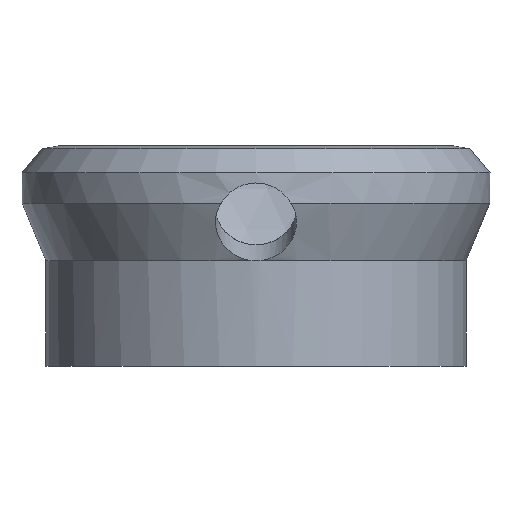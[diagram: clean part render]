
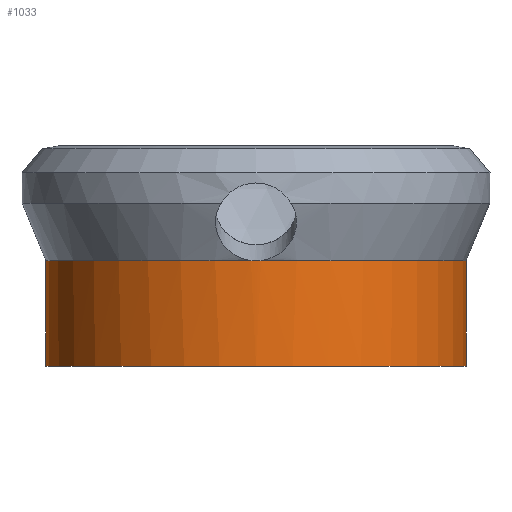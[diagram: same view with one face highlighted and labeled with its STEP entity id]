
A CAD part, front view. The second image highlights one B-rep face of the part: STEP entity #1033.
In plain terms, the highlighted cylindrical face has radius 20.2 mm (diameter 40.4 mm), a full revolution.
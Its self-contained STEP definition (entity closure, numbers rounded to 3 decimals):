
#60=LINE('',#1897,#126);
#126=VECTOR('',#1299,17.6);
#192=CYLINDRICAL_SURFACE('',#1131,20.2);
#225=FACE_OUTER_BOUND('',#289,.T.);
#289=EDGE_LOOP('',(#767,#768,#769,#770,#771,#772,#773,#774,#775,#776));
#359=B_SPLINE_CURVE_WITH_KNOTS('',3,(#1830,#1831,#1832,#1833,#1834,#1835),
 .UNSPECIFIED.,.F.,.F.,(4,2,4),(3.034,3.082,3.13),
 .UNSPECIFIED.);
#364=B_SPLINE_CURVE_WITH_KNOTS('',3,(#1901,#1902,#1903,#1904,#1905,#1906),
 .UNSPECIFIED.,.F.,.F.,(4,2,4),(1.784,1.832,1.88),
 .UNSPECIFIED.);
#365=B_SPLINE_CURVE_WITH_KNOTS('',3,(#1911,#1912,#1913,#1914,#1915,#1916),
 .UNSPECIFIED.,.F.,.F.,(4,2,4),(0.577,0.625,0.673),
 .UNSPECIFIED.);
#401=CIRCLE('',#1132,20.2);
#402=CIRCLE('',#1133,20.2);
#403=CIRCLE('',#1134,20.2);
#404=CIRCLE('',#1135,20.2);
#405=CIRCLE('',#1136,20.2);
#471=VERTEX_POINT('',#1828);
#472=VERTEX_POINT('',#1829);
#479=VERTEX_POINT('',#1894);
#480=VERTEX_POINT('',#1896);
#481=VERTEX_POINT('',#1898);
#482=VERTEX_POINT('',#1900);
#483=VERTEX_POINT('',#1908);
#484=VERTEX_POINT('',#1910);
#581=EDGE_CURVE('',#471,#472,#359,.T.);
#590=EDGE_CURVE('',#479,#479,#401,.F.);
#591=EDGE_CURVE('',#479,#480,#60,.T.);
#592=EDGE_CURVE('',#481,#480,#402,.T.);
#593=EDGE_CURVE('',#482,#481,#364,.T.);
#594=EDGE_CURVE('',#471,#482,#403,.T.);
#595=EDGE_CURVE('',#483,#472,#404,.T.);
#596=EDGE_CURVE('',#483,#484,#365,.T.);
#597=EDGE_CURVE('',#480,#484,#405,.T.);
#767=ORIENTED_EDGE('',*,*,#590,.F.);
#768=ORIENTED_EDGE('',*,*,#591,.T.);
#769=ORIENTED_EDGE('',*,*,#592,.F.);
#770=ORIENTED_EDGE('',*,*,#593,.F.);
#771=ORIENTED_EDGE('',*,*,#594,.F.);
#772=ORIENTED_EDGE('',*,*,#581,.T.);
#773=ORIENTED_EDGE('',*,*,#595,.F.);
#774=ORIENTED_EDGE('',*,*,#596,.T.);
#775=ORIENTED_EDGE('',*,*,#597,.F.);
#776=ORIENTED_EDGE('',*,*,#591,.F.);
#1033=ADVANCED_FACE('',(#225),#192,.T.);
#1131=AXIS2_PLACEMENT_3D('',#1893,#1295,#1296);
#1132=AXIS2_PLACEMENT_3D('',#1895,#1297,#1298);
#1133=AXIS2_PLACEMENT_3D('',#1899,#1300,#1301);
#1134=AXIS2_PLACEMENT_3D('',#1907,#1302,#1303);
#1135=AXIS2_PLACEMENT_3D('',#1909,#1304,#1305);
#1136=AXIS2_PLACEMENT_3D('',#1917,#1306,#1307);
#1295=DIRECTION('center_axis',(0.,0.,
-1.));
#1296=DIRECTION('ref_axis',(1.,0.,0.));
#1297=DIRECTION('center_axis',(0.,0.,
1.));
#1298=DIRECTION('ref_axis',(1.,0.,0.));
#1299=DIRECTION('',(0.,0.,1.));
#1300=DIRECTION('center_axis',(0.,0.,
1.));
#1301=DIRECTION('ref_axis',(1.,0.,0.));
#1302=DIRECTION('center_axis',(0.,0.,
1.));
#1303=DIRECTION('ref_axis',(1.,0.,0.));
#1304=DIRECTION('center_axis',(0.,0.,
1.));
#1305=DIRECTION('ref_axis',(1.,0.,0.));
#1306=DIRECTION('center_axis',(0.,0.,
1.));
#1307=DIRECTION('ref_axis',(1.,0.,0.));
#1828=CARTESIAN_POINT('',(17.246,10.518,18.068));
#1829=CARTESIAN_POINT('',(17.732,9.676,18.068));
#1830=CARTESIAN_POINT('Ctrl Pts',(17.246,10.518,18.068));
#1831=CARTESIAN_POINT('Ctrl Pts',(17.33,10.379,18.044));
#1832=CARTESIAN_POINT('Ctrl Pts',(17.414,10.239,18.033));
#1833=CARTESIAN_POINT('Ctrl Pts',(17.574,9.961,18.033));
#1834=CARTESIAN_POINT('Ctrl Pts',(17.654,9.819,18.044));
#1835=CARTESIAN_POINT('Ctrl Pts',(17.732,9.676,18.068));
#1893=CARTESIAN_POINT('Origin',(0.,0.,
12.63));
#1894=CARTESIAN_POINT('',(-20.2,0.,7.905));
#1895=CARTESIAN_POINT('Origin',(0.,0.,
7.905));
#1896=CARTESIAN_POINT('',(-20.2,0.,18.068));
#1897=CARTESIAN_POINT('',(-20.2,0.,12.63));
#1898=CARTESIAN_POINT('',(-17.732,9.676,18.068));
#1899=CARTESIAN_POINT('Origin',(0.,0.,
18.068));
#1900=CARTESIAN_POINT('',(-17.246,10.518,18.068));
#1901=CARTESIAN_POINT('Ctrl Pts',(-17.246,10.518,18.068));
#1902=CARTESIAN_POINT('Ctrl Pts',(-17.33,10.379,18.044));
#1903=CARTESIAN_POINT('Ctrl Pts',(-17.414,10.239,18.033));
#1904=CARTESIAN_POINT('Ctrl Pts',(-17.574,9.961,18.033));
#1905=CARTESIAN_POINT('Ctrl Pts',(-17.654,9.819,18.044));
#1906=CARTESIAN_POINT('Ctrl Pts',(-17.732,9.676,18.068));
#1907=CARTESIAN_POINT('Origin',(0.,0.,
18.068));
#1908=CARTESIAN_POINT('',(0.486,-20.194,18.068));
#1909=CARTESIAN_POINT('Origin',(0.,0.,
18.068));
#1910=CARTESIAN_POINT('',(-0.486,-20.194,18.068));
#1911=CARTESIAN_POINT('Ctrl Pts',(0.486,-20.194,18.068));
#1912=CARTESIAN_POINT('Ctrl Pts',(0.323,-20.198,18.044));
#1913=CARTESIAN_POINT('Ctrl Pts',(0.16,-20.2,18.033));
#1914=CARTESIAN_POINT('Ctrl Pts',(-0.16,-20.2,
18.033));
#1915=CARTESIAN_POINT('Ctrl Pts',(-0.323,-20.198,
18.044));
#1916=CARTESIAN_POINT('Ctrl Pts',(-0.486,-20.194,
18.068));
#1917=CARTESIAN_POINT('Origin',(0.,0.,
18.068));
